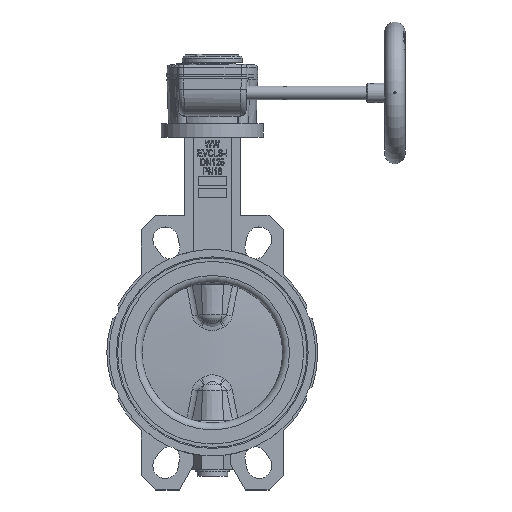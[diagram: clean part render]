
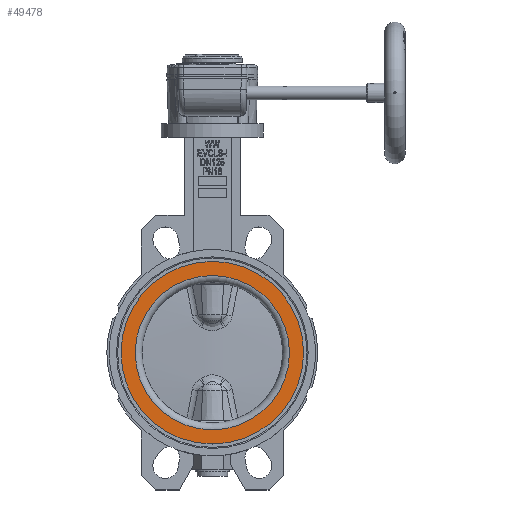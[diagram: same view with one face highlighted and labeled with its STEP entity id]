
A CAD part, top view. The second image highlights one B-rep face of the part: STEP entity #49478.
In plain terms, the highlighted planar face has unit normal (0, 0, 1).
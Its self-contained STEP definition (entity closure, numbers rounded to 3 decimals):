
#1952=PLANE('',#54275);
#2361=FACE_BOUND('',#16576,.T.);
#4259=CIRCLE('',#54160,68.);
#4260=CIRCLE('',#54162,80.5);
#13676=FACE_OUTER_BOUND('',#16575,.T.);
#16575=EDGE_LOOP('',(#42509));
#16576=EDGE_LOOP('',(#42510));
#22344=VERTEX_POINT('',#175171);
#22345=VERTEX_POINT('',#175175);
#29044=EDGE_CURVE('',#22344,#22344,#4259,.T.);
#29045=EDGE_CURVE('',#22345,#22345,#4260,.T.);
#42509=ORIENTED_EDGE('',*,*,#29045,.T.);
#42510=ORIENTED_EDGE('',*,*,#29044,.F.);
#49478=ADVANCED_FACE('',(#13676,#2361),#1952,.F.);
#54160=AXIS2_PLACEMENT_3D('',#175173,#65611,#65612);
#54162=AXIS2_PLACEMENT_3D('',#175176,#65615,#65616);
#54275=AXIS2_PLACEMENT_3D('',#176875,#66067,#66068);
#65611=DIRECTION('center_axis',(0.,0.,1.));
#65612=DIRECTION('ref_axis',(1.,0.,0.));
#65615=DIRECTION('center_axis',(0.,0.,1.));
#65616=DIRECTION('ref_axis',(1.,0.,0.));
#66067=DIRECTION('center_axis',(0.,0.,-1.));
#66068=DIRECTION('ref_axis',(-1.,0.,0.));
#175171=CARTESIAN_POINT('',(-68.,0.,29.));
#175173=CARTESIAN_POINT('Origin',(0.,0.,29.));
#175175=CARTESIAN_POINT('',(-80.5,0.,29.));
#175176=CARTESIAN_POINT('Origin',(0.,0.,29.));
#176875=CARTESIAN_POINT('Origin',(0.,68.,29.));
